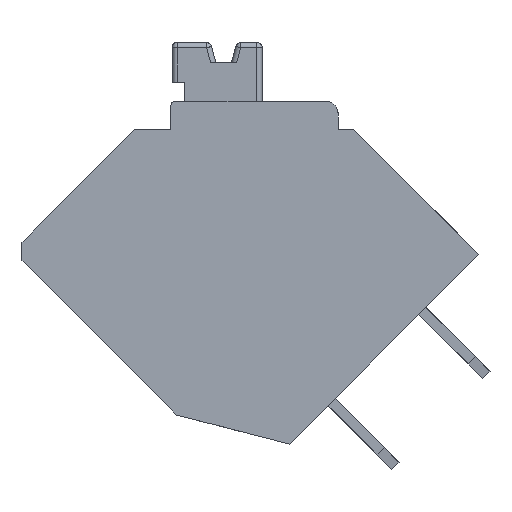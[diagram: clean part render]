
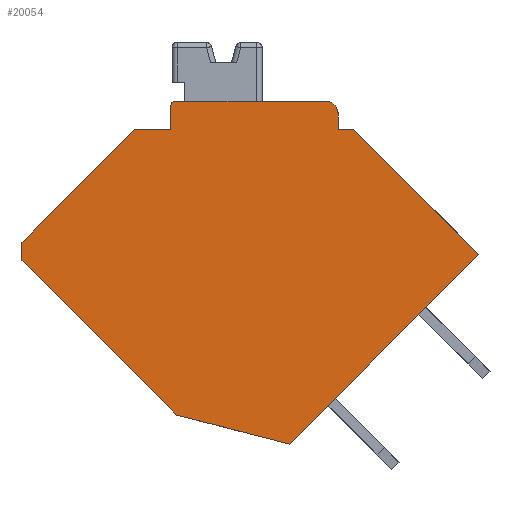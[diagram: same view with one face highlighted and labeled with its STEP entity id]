
A CAD part, left-side view. The second image highlights one B-rep face of the part: STEP entity #20054.
In plain terms, the highlighted planar face has unit normal (-1, 0, 0).
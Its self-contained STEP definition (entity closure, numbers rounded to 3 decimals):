
#431=PLANE('',#21277);
#1133=CIRCLE('',#21229,0.5);
#1135=CIRCLE('',#21233,0.2);
#3069=ORIENTED_EDGE('',*,*,#8797,.F.);
#3070=ORIENTED_EDGE('',*,*,#8803,.T.);
#3071=ORIENTED_EDGE('',*,*,#7695,.F.);
#3072=ORIENTED_EDGE('',*,*,#8794,.F.);
#3073=ORIENTED_EDGE('',*,*,#8727,.F.);
#3074=ORIENTED_EDGE('',*,*,#7738,.F.);
#3075=ORIENTED_EDGE('',*,*,#8783,.F.);
#3076=ORIENTED_EDGE('',*,*,#8782,.F.);
#3077=ORIENTED_EDGE('',*,*,#8670,.T.);
#3078=ORIENTED_EDGE('',*,*,#8665,.F.);
#3079=ORIENTED_EDGE('',*,*,#8677,.T.);
#3080=ORIENTED_EDGE('',*,*,#8675,.F.);
#3081=ORIENTED_EDGE('',*,*,#8735,.F.);
#7695=EDGE_CURVE('',#10687,#10688,#12624,.T.);
#7738=EDGE_CURVE('',#10728,#10729,#12667,.T.);
#8665=EDGE_CURVE('',#11523,#11524,#13523,.T.);
#8670=EDGE_CURVE('',#11528,#11524,#1133,.T.);
#8675=EDGE_CURVE('',#11532,#11529,#13530,.T.);
#8677=EDGE_CURVE('',#11523,#11529,#1135,.T.);
#8727=EDGE_CURVE('',#10729,#11569,#13580,.T.);
#8735=EDGE_CURVE('',#11574,#11532,#13585,.T.);
#8782=EDGE_CURVE('',#11528,#11598,#13610,.T.);
#8783=EDGE_CURVE('',#11598,#10728,#13611,.T.);
#8794=EDGE_CURVE('',#11569,#10687,#13622,.T.);
#8797=EDGE_CURVE('',#11600,#11574,#13625,.T.);
#8803=EDGE_CURVE('',#11600,#10688,#13630,.F.);
#10687=VERTEX_POINT('',#28424);
#10688=VERTEX_POINT('',#28426);
#10728=VERTEX_POINT('',#28511);
#10729=VERTEX_POINT('',#28513);
#11523=VERTEX_POINT('',#30408);
#11524=VERTEX_POINT('',#30410);
#11528=VERTEX_POINT('',#30424);
#11529=VERTEX_POINT('',#30428);
#11532=VERTEX_POINT('',#30433);
#11569=VERTEX_POINT('',#30533);
#11574=VERTEX_POINT('',#30548);
#11598=VERTEX_POINT('',#30619);
#11600=VERTEX_POINT('',#30640);
#12624=LINE('',#28425,#15138);
#12667=LINE('',#28512,#15181);
#13523=LINE('',#30409,#16037);
#13530=LINE('',#30434,#16044);
#13580=LINE('',#30535,#16094);
#13585=LINE('',#30549,#16099);
#13610=LINE('',#30621,#16124);
#13611=LINE('',#30623,#16125);
#13622=LINE('',#30635,#16136);
#13625=LINE('',#30641,#16139);
#13630=LINE('',#30651,#16144);
#15138=VECTOR('',#22753,1000.);
#15181=VECTOR('',#22802,1000.);
#16037=VECTOR('',#24042,1000.);
#16044=VECTOR('',#24057,1000.);
#16094=VECTOR('',#24135,1000.);
#16099=VECTOR('',#24148,1000.);
#16124=VECTOR('',#24219,1000.);
#16125=VECTOR('',#24222,1000.);
#16136=VECTOR('',#24235,1000.);
#16139=VECTOR('',#24240,1000.);
#16144=VECTOR('',#24251,1000.);
#17671=EDGE_LOOP('',(#3069,#3070,#3071,#3072,#3073,#3074,#3075,#3076,#3077,
#3078,#3079,#3080,#3081));
#18762=FACE_BOUND('',#17671,.T.);
#20054=ADVANCED_FACE('',(#18762),#431,.T.);
#21229=AXIS2_PLACEMENT_3D('',#30423,#24049,#24050);
#21233=AXIS2_PLACEMENT_3D('',#30437,#24062,#24063);
#21277=AXIS2_PLACEMENT_3D('',#30650,#24249,#24250);
#22753=DIRECTION('',(0.,0.707,0.707));
#22802=DIRECTION('',(0.,-0.707,-0.707));
#24042=DIRECTION('',(0.,-1.,0.));
#24049=DIRECTION('',(-1.,0.,0.));
#24050=DIRECTION('',(0.,0.,1.));
#24057=DIRECTION('',(0.,0.,1.));
#24062=DIRECTION('',(-1.,0.,0.));
#24063=DIRECTION('',(0.,0.,1.));
#24135=DIRECTION('',(0.,0.707,-0.707));
#24148=DIRECTION('',(0.,-1.,0.));
#24219=DIRECTION('',(0.,0.,-1.));
#24222=DIRECTION('',(0.,-1.,0.));
#24235=DIRECTION('',(0.,0.968,0.25));
#24240=DIRECTION('',(0.,-0.707,0.707));
#24249=DIRECTION('',(-1.,0.,0.));
#24250=DIRECTION('',(0.,0.,1.));
#24251=DIRECTION('',(0.,0.,1.));
#28424=CARTESIAN_POINT('',(-14.35,3.017,-6.364));
#28425=CARTESIAN_POINT('',(-14.35,3.017,-6.364));
#28426=CARTESIAN_POINT('',(-14.35,9.027,-0.354));
#28511=CARTESIAN_POINT('',(-14.35,-3.85,4.731));
#28512=CARTESIAN_POINT('',(-14.35,-3.85,4.731));
#28513=CARTESIAN_POINT('',(-14.35,-8.722,-0.141));
#30408=CARTESIAN_POINT('',(-14.35,3.05,5.831));
#30409=CARTESIAN_POINT('',(-14.35,3.25,5.831));
#30410=CARTESIAN_POINT('',(-14.35,-2.75,5.831));
#30423=CARTESIAN_POINT('',(-14.35,-2.75,5.331));
#30424=CARTESIAN_POINT('',(-14.35,-3.25,5.331));
#30428=CARTESIAN_POINT('',(-14.35,3.25,5.631));
#30433=CARTESIAN_POINT('',(-14.35,3.25,4.731));
#30434=CARTESIAN_POINT('',(-14.35,3.25,5.831));
#30437=CARTESIAN_POINT('',(-14.35,3.05,5.631));
#30533=CARTESIAN_POINT('',(-14.35,-1.368,-7.495));
#30535=CARTESIAN_POINT('',(-14.35,-8.722,-0.141));
#30548=CARTESIAN_POINT('',(-14.35,4.65,4.731));
#30549=CARTESIAN_POINT('',(-14.35,3.25,4.731));
#30619=CARTESIAN_POINT('',(-14.35,-3.25,4.731));
#30621=CARTESIAN_POINT('',(-14.35,-3.25,4.731));
#30623=CARTESIAN_POINT('',(-14.35,-3.85,4.731));
#30635=CARTESIAN_POINT('',(-14.35,-1.368,-7.495));
#30640=CARTESIAN_POINT('',(-14.35,9.027,0.354));
#30641=CARTESIAN_POINT('',(-14.35,9.381,0.));
#30650=CARTESIAN_POINT('',(-14.35,0.,0.));
#30651=CARTESIAN_POINT('',(-14.35,9.027,0.));
